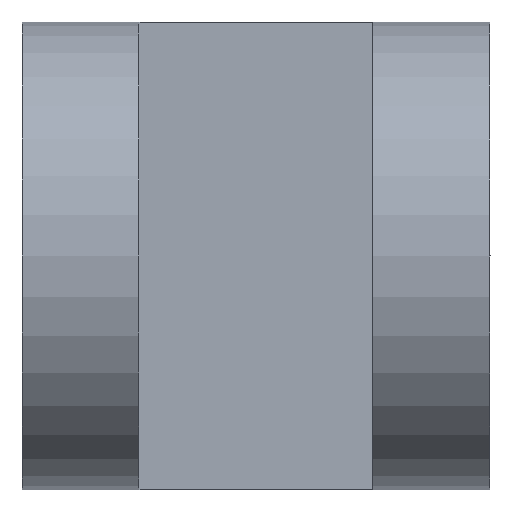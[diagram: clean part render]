
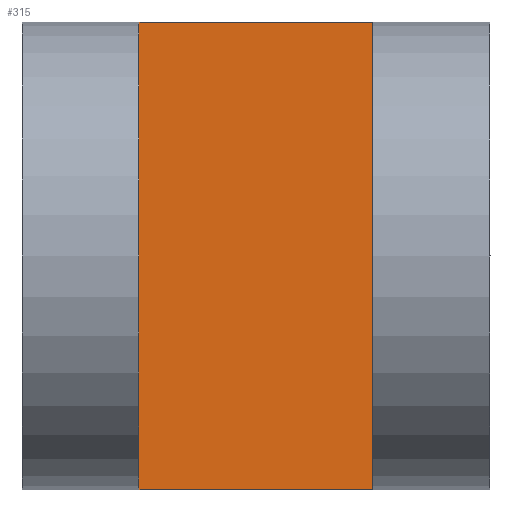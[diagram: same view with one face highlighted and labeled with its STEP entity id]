
A CAD part, front view. The second image highlights one B-rep face of the part: STEP entity #315.
In plain terms, the highlighted planar face has unit normal (0, -1, 0).
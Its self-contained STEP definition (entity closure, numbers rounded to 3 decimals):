
#24=PLANE('',#353);
#39=FACE_OUTER_BOUND('',#58,.T.);
#58=EDGE_LOOP('',(#229,#230,#231,#232));
#82=LINE('',#501,#110);
#83=LINE('',#503,#111);
#84=LINE('',#505,#112);
#85=LINE('',#506,#113);
#110=VECTOR('',#402,10.);
#111=VECTOR('',#403,10.);
#112=VECTOR('',#404,10.);
#113=VECTOR('',#405,10.);
#155=VERTEX_POINT('',#499);
#156=VERTEX_POINT('',#500);
#157=VERTEX_POINT('',#502);
#158=VERTEX_POINT('',#504);
#184=EDGE_CURVE('',#155,#156,#82,.T.);
#185=EDGE_CURVE('',#157,#156,#83,.T.);
#186=EDGE_CURVE('',#157,#158,#84,.T.);
#187=EDGE_CURVE('',#155,#158,#85,.T.);
#229=ORIENTED_EDGE('',*,*,#184,.T.);
#230=ORIENTED_EDGE('',*,*,#185,.F.);
#231=ORIENTED_EDGE('',*,*,#186,.T.);
#232=ORIENTED_EDGE('',*,*,#187,.F.);
#315=ADVANCED_FACE('',(#39),#24,.F.);
#353=AXIS2_PLACEMENT_3D('',#498,#400,#401);
#400=DIRECTION('center_axis',(0.,1.,0.));
#401=DIRECTION('ref_axis',(0.,0.,1.));
#402=DIRECTION('',(0.,0.,-1.));
#403=DIRECTION('',(-1.,0.,0.));
#404=DIRECTION('',(0.,0.,1.));
#405=DIRECTION('',(1.,0.,0.));
#498=CARTESIAN_POINT('Origin',(-7.5,-47.,-51.5));
#499=CARTESIAN_POINT('',(-7.5,-47.,-21.5));
#500=CARTESIAN_POINT('',(-7.5,-47.,-51.5));
#501=CARTESIAN_POINT('',(-7.5,-47.,-21.5));
#502=CARTESIAN_POINT('',(7.5,-47.,-51.5));
#503=CARTESIAN_POINT('',(-11.25,-47.,-51.5));
#504=CARTESIAN_POINT('',(7.5,-47.,-21.5));
#505=CARTESIAN_POINT('',(7.5,-47.,-21.5));
#506=CARTESIAN_POINT('',(3.75,-47.,-21.5));
